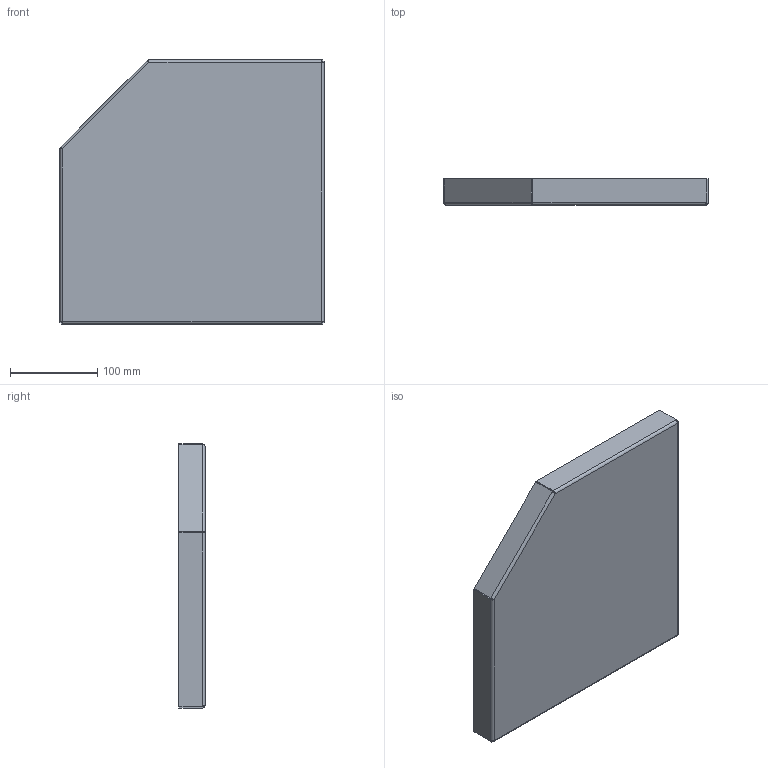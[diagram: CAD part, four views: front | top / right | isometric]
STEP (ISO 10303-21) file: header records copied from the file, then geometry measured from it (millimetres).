
FILE_DESCRIPTION(/* description */ ('STEP AP214'),/* implementation_level */ '2;1');
FILE_NAME(/* name */ '68d015bd3b692cc5428915fc',/* time_stamp */ '2025-09-21T15:11:58Z',/* author */ (''),/* organization */ (''),/* preprocessor_version */ 'ST-DEVELOPER v20',/* originating_system */ 'ONSHAPE BY PTC INC, 1.204',/* authorisation */ ' ');
FILE_SCHEMA (('AUTOMOTIVE_DESIGN {1 0 10303 214 3 1 1}'));
Length unit declared in the file: metre
Products named in the file (1): Part 1
Bounding box: 303 x 30 x 303 mm (x, y, z)
Volume: 177095 mm3; surface area: 238309 mm2
Topology: 1 solids, 1 shells, 57 faces, 125 edges, 70 vertices
Faces by surface type: plane 47, cylinder 10
Entity records: 1529 total; most frequent: DIRECTION 261, CARTESIAN_POINT 253, ORIENTED_EDGE 250, EDGE_CURVE 125, LINE 105, VECTOR 105, AXIS2_PLACEMENT_3D 78, VERTEX_POINT 70
